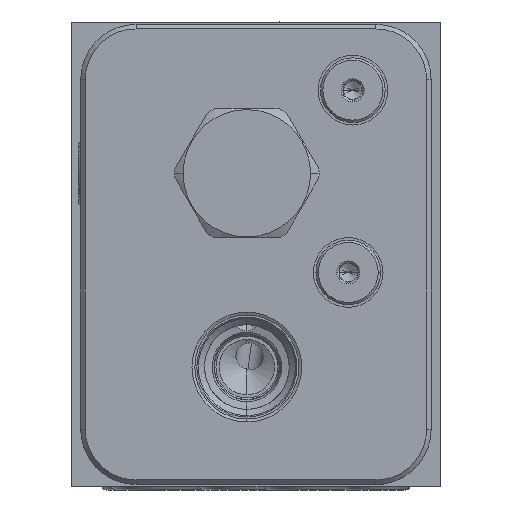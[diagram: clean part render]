
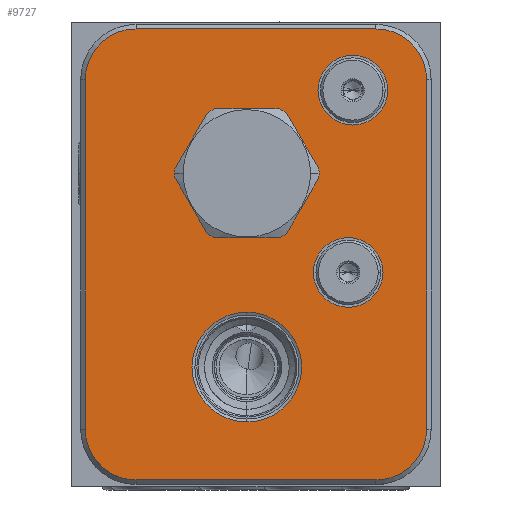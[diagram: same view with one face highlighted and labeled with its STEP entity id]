
A CAD part, front view. The second image highlights one B-rep face of the part: STEP entity #9727.
In plain terms, the highlighted planar face has unit normal (0, -1, 0).
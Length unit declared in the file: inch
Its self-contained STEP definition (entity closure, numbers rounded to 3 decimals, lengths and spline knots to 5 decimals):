
#167=CARTESIAN_POINT('',(2.062,-8.,2.759));
#168=DIRECTION('',(0.,1.,0.));
#169=DIRECTION('',(0.,0.,1.));
#170=AXIS2_PLACEMENT_3D('',#167,#168,#169);
#181=CARTESIAN_POINT('',(1.188,-8.,0.812));
#182=DIRECTION('',(0.,1.,0.));
#183=DIRECTION('',(0.,0.,-1.));
#184=AXIS2_PLACEMENT_3D('',#181,#182,#183);
#186=CARTESIAN_POINT('',(1.188,-8.,0.812));
#187=DIRECTION('',(0.,1.,0.));
#188=DIRECTION('',(0.,0.,1.));
#189=AXIS2_PLACEMENT_3D('',#186,#187,#188);
#191=CARTESIAN_POINT('',(1.188,-8.,2.125));
#192=DIRECTION('',(0.,1.,0.));
#193=DIRECTION('',(0.,0.,-1.));
#194=AXIS2_PLACEMENT_3D('',#191,#192,#193);
#196=CARTESIAN_POINT('',(1.188,-8.,2.125));
#197=DIRECTION('',(0.,1.,0.));
#198=DIRECTION('',(0.,0.,1.));
#199=AXIS2_PLACEMENT_3D('',#196,#197,#198);
#201=CARTESIAN_POINT('',(1.875,-8.,1.453));
#202=DIRECTION('',(0.,1.,0.));
#203=DIRECTION('',(0.,0.,-1.));
#204=AXIS2_PLACEMENT_3D('',#201,#202,#203);
#206=CARTESIAN_POINT('',(1.875,-8.,1.453));
#207=DIRECTION('',(0.,1.,0.));
#208=DIRECTION('',(0.,0.,1.));
#209=AXIS2_PLACEMENT_3D('',#206,#207,#208);
#211=CARTESIAN_POINT('',(1.906,-8.,2.688));
#212=DIRECTION('',(0.,1.,0.));
#213=DIRECTION('',(0.,0.,-1.));
#214=AXIS2_PLACEMENT_3D('',#211,#212,#213);
#216=CARTESIAN_POINT('',(1.906,-8.,2.688));
#217=DIRECTION('',(0.,1.,0.));
#218=DIRECTION('',(0.,0.,1.));
#219=AXIS2_PLACEMENT_3D('',#216,#217,#218);
#221=DIRECTION('',(0.,0.,-1.));
#222=VECTOR('',#221,2.368);
#223=CARTESIAN_POINT('',(2.406,-8.,2.759));
#224=LINE('',#223,#222);
#937=DIRECTION('',(0.,0.,1.));
#938=VECTOR('',#937,2.368);
#939=CARTESIAN_POINT('',(0.093,-8.,0.391));
#940=LINE('',#939,#938);
#949=CARTESIAN_POINT('',(0.437,-8.,0.391));
#950=DIRECTION('',(0.,1.,0.));
#951=DIRECTION('',(0.,0.,-1.));
#952=AXIS2_PLACEMENT_3D('',#949,#950,#951);
#963=DIRECTION('',(-1.,0.,0.));
#964=VECTOR('',#963,1.625);
#965=CARTESIAN_POINT('',(2.062,-8.,0.047));
#966=LINE('',#965,#964);
#971=CARTESIAN_POINT('',(2.062,-8.,0.391));
#972=DIRECTION('',(0.,1.,0.));
#973=DIRECTION('',(1.,0.,0.));
#974=AXIS2_PLACEMENT_3D('',#971,#972,#973);
#993=CARTESIAN_POINT('',(0.437,-8.,2.759));
#994=DIRECTION('',(0.,1.,0.));
#995=DIRECTION('',(-1.,0.,0.));
#996=AXIS2_PLACEMENT_3D('',#993,#994,#995);
#1015=DIRECTION('',(1.,0.,0.));
#1016=VECTOR('',#1015,1.625);
#1017=CARTESIAN_POINT('',(0.437,-8.,3.103));
#1018=LINE('',#1017,#1016);
#8921=CARTESIAN_POINT('',(2.062,-8.,0.047));
#8922=CARTESIAN_POINT('',(0.437,-8.,0.047));
#8923=VERTEX_POINT('',#8921);
#8924=VERTEX_POINT('',#8922);
#8929=CARTESIAN_POINT('',(0.093,-8.,0.391));
#8930=VERTEX_POINT('',#8929);
#8933=CARTESIAN_POINT('',(0.093,-8.,2.759));
#8934=VERTEX_POINT('',#8933);
#8937=CARTESIAN_POINT('',(0.437,-8.,3.103));
#8938=VERTEX_POINT('',#8937);
#8941=CARTESIAN_POINT('',(2.062,-8.,3.103));
#8942=VERTEX_POINT('',#8941);
#8945=CARTESIAN_POINT('',(2.406,-8.,2.759));
#8946=VERTEX_POINT('',#8945);
#8949=CARTESIAN_POINT('',(2.406,-8.,0.391));
#8950=VERTEX_POINT('',#8949);
#8987=CARTESIAN_POINT('',(1.188,-8.,1.18383));
#8988=VERTEX_POINT('',#8987);
#8989=CARTESIAN_POINT('',(1.188,-8.,0.44017));
#8990=VERTEX_POINT('',#8989);
#9082=CARTESIAN_POINT('',(1.188,-8.,1.75317));
#9083=CARTESIAN_POINT('',(1.188,-8.,2.49683));
#9084=VERTEX_POINT('',#9082);
#9085=VERTEX_POINT('',#9083);
#9124=CARTESIAN_POINT('',(1.875,-8.,1.217));
#9125=CARTESIAN_POINT('',(1.875,-8.,1.689));
#9126=VERTEX_POINT('',#9124);
#9127=VERTEX_POINT('',#9125);
#9152=CARTESIAN_POINT('',(1.906,-8.,2.452));
#9153=CARTESIAN_POINT('',(1.906,-8.,2.924));
#9154=VERTEX_POINT('',#9152);
#9155=VERTEX_POINT('',#9153);
#9681=CARTESIAN_POINT('',(0.,-8.,0.));
#9682=DIRECTION('',(0.,-1.,0.));
#9683=DIRECTION('',(1.,0.,0.));
#9684=AXIS2_PLACEMENT_3D('',#9681,#9682,#9683);
#9685=PLANE('',#9684);
#9686=ORIENTED_EDGE('',*,*,#9671,.T.);
#9688=ORIENTED_EDGE('',*,*,#9687,.T.);
#9690=ORIENTED_EDGE('',*,*,#9689,.T.);
#9692=ORIENTED_EDGE('',*,*,#9691,.T.);
#9694=ORIENTED_EDGE('',*,*,#9693,.T.);
#9696=ORIENTED_EDGE('',*,*,#9695,.T.);
#9698=ORIENTED_EDGE('',*,*,#9697,.T.);
#9700=ORIENTED_EDGE('',*,*,#9699,.T.);
#9701=EDGE_LOOP('',(#9686,#9688,#9690,#9692,#9694,#9696,#9698,#9700));
#9702=FACE_OUTER_BOUND('',#9701,.F.);
#9704=ORIENTED_EDGE('',*,*,#9703,.F.);
#9706=ORIENTED_EDGE('',*,*,#9705,.F.);
#9707=EDGE_LOOP('',(#9704,#9706));
#9708=FACE_BOUND('',#9707,.F.);
#9710=ORIENTED_EDGE('',*,*,#9709,.F.);
#9712=ORIENTED_EDGE('',*,*,#9711,.F.);
#9713=EDGE_LOOP('',(#9710,#9712));
#9714=FACE_BOUND('',#9713,.F.);
#9716=ORIENTED_EDGE('',*,*,#9715,.F.);
#9718=ORIENTED_EDGE('',*,*,#9717,.F.);
#9719=EDGE_LOOP('',(#9716,#9718));
#9720=FACE_BOUND('',#9719,.F.);
#9722=ORIENTED_EDGE('',*,*,#9721,.F.);
#9724=ORIENTED_EDGE('',*,*,#9723,.F.);
#9725=EDGE_LOOP('',(#9722,#9724));
#9726=FACE_BOUND('',#9725,.F.);
#9727=ADVANCED_FACE('',(#9702,#9708,#9714,#9720,#9726),#9685,.T.);
#171=CIRCLE('',#170,0.344);
#185=CIRCLE('',#184,0.37183);
#190=CIRCLE('',#189,0.37183);
#195=CIRCLE('',#194,0.37183);
#200=CIRCLE('',#199,0.37183);
#205=CIRCLE('',#204,0.236);
#210=CIRCLE('',#209,0.236);
#215=CIRCLE('',#214,0.236);
#220=CIRCLE('',#219,0.236);
#953=CIRCLE('',#952,0.344);
#975=CIRCLE('',#974,0.344);
#997=CIRCLE('',#996,0.344);
#9671=EDGE_CURVE('',#8942,#8946,#171,.T.);
#9687=EDGE_CURVE('',#8946,#8950,#224,.T.);
#9689=EDGE_CURVE('',#8950,#8923,#975,.T.);
#9691=EDGE_CURVE('',#8923,#8924,#966,.T.);
#9693=EDGE_CURVE('',#8924,#8930,#953,.T.);
#9695=EDGE_CURVE('',#8930,#8934,#940,.T.);
#9697=EDGE_CURVE('',#8934,#8938,#997,.T.);
#9699=EDGE_CURVE('',#8938,#8942,#1018,.T.);
#9703=EDGE_CURVE('',#8990,#8988,#185,.T.);
#9705=EDGE_CURVE('',#8988,#8990,#190,.T.);
#9709=EDGE_CURVE('',#9084,#9085,#195,.T.);
#9711=EDGE_CURVE('',#9085,#9084,#200,.T.);
#9715=EDGE_CURVE('',#9126,#9127,#205,.T.);
#9717=EDGE_CURVE('',#9127,#9126,#210,.T.);
#9721=EDGE_CURVE('',#9154,#9155,#215,.T.);
#9723=EDGE_CURVE('',#9155,#9154,#220,.T.);
